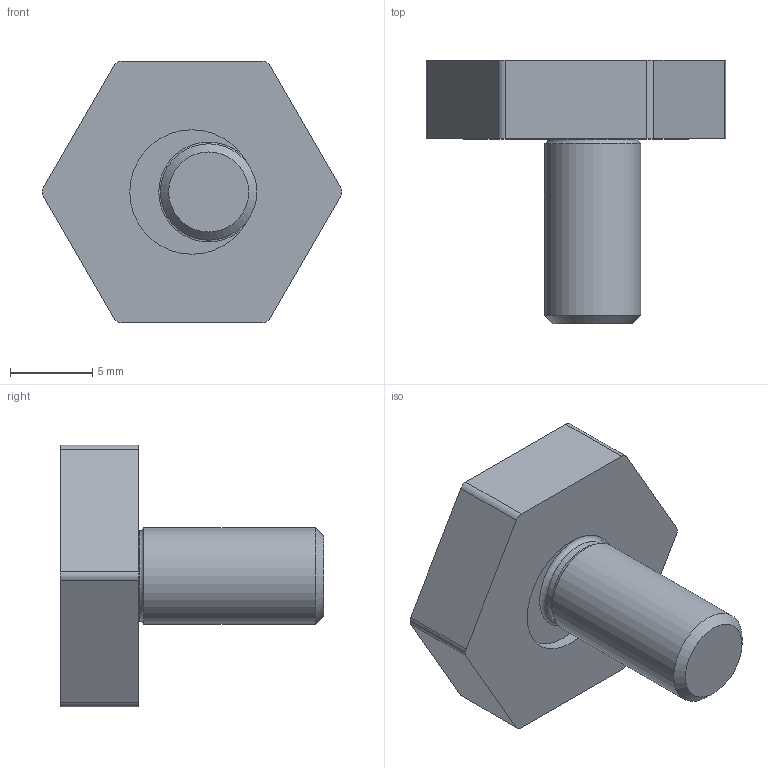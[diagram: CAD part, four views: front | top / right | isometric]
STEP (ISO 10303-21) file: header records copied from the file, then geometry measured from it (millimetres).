
FILE_DESCRIPTION(('HOOPS Exchange Step'),'2;1');
FILE_NAME('export-B8C9A2E7-7695-4087-A11C-F741B8A86D59.stp','2020-12-24T13:46:40+01:00',('User'),('Alibre'),'HOOPS Exchange 2020.1','Alibre','Unknown authorisation');
FILE_SCHEMA( ('AP242_MANAGED_MODEL_BASED_3D_ENGINEERING_MIM_LF {1 0 10303 442 1 1 4 }') );
Length unit declared in the file: millimetre
Products named in the file (3): 10582 Replacement Hex Washer M6; 50365 Replacement bolt M6; 5385 Fixture Clamp M6 , Eccentric CAM mechanism (50206)
Assembly tree (2 placements, depth 2):
  5385 Fixture Clamp M6 , Eccentric CAM mechanism (50206)
    10582 Replacement Hex Washer M6
    50365 Replacement bolt M6
Bounding box: 18.16 x 15.95 x 15.86 mm (x, y, z)
Volume: 1373.9 mm3; surface area: 1279.3 mm2
Topology: 2 solids, 2 shells, 33 faces, 84 edges, 58 vertices
Faces by surface type: plane 19, cylinder 11, torus 2, cone 1
Full cylindrical faces by diameter (mm): 5.45 x1, 5.85 x1, 7.55 x1, 8.15 x1, 10.3 x1
Entity records: 1122 total; most frequent: DIRECTION 202, CARTESIAN_POINT 183, ORIENTED_EDGE 168, EDGE_CURVE 84, AXIS2_PLACEMENT_3D 77, VERTEX_POINT 58, VECTOR 48, LINE 48
